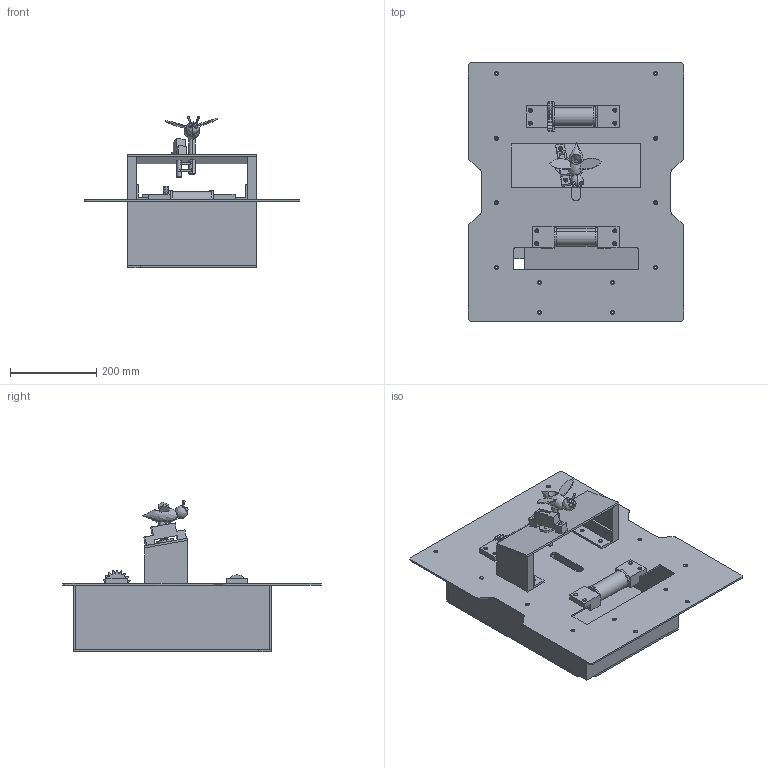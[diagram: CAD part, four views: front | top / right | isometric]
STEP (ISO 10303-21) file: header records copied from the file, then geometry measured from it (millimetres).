
FILE_DESCRIPTION (( 'STEP AP203' ), '1' );
FILE_NAME ('quadro 3.STEP', '2015-06-26T10:20:52', ( '' ), ( '' ), 'SwSTEP 2.0', 'SolidWorks 2013', '' );
FILE_SCHEMA (( 'CONFIG_CONTROL_DESIGN' ));
Length unit declared in the file: millimetre
Products named in the file (38): suporto serbatoio laterale2; cover posteriore; ape3; supporto sensore infrarossi; motore passo passo; suporto serbatoio laterale1; motore servo; quadro 3; sensore infrarossi; RUOTA MOTRICE 3; supporto serbatoio 3; supporto e motore servo.SLDPRT; sensore infrarossi ricevitore; corpo; spporto serbatoio ape assieme; perno cilindri; cilindro rotante 2; testa; tubo porta palline; perno cilindro rotante 2; parete front cover; ala3.2; albero mecanismo distribuzione; cilindro rotante motore; parete laterale cover; antenna; supporto motore servo quadro 3; assieme trasmissione cilindro e ruota; parete posteriore cover; occhio; supporto cilindro 2; albero mecanismo distribuzione 2 ; supporto serbatoio; pendenza sotto cover; ala3; canaletta; spur gear_am_Metric - Spur gear 3M 20T 20PA 10FW ---S20N75H50L5N
Assembly tree (47 placements, depth 3):
  quadro 3
    quadro 3
    supporto cilindro 2  x4
    canaletta
    supporto sensore infrarossi  x2
    sensore infrarossi
    sensore infrarossi ricevitore
    cilindro rotante 2
    cover posteriore
      parete front cover  x2
      parete laterale cover  x2
      parete posteriore cover
      pendenza sotto cover
    supporto e motore servo.SLDPRT
      motore servo
    perno cilindri
    perno cilindro rotante 2
    assieme trasmissione cilindro e ruota
      cilindro rotante motore
    spporto serbatoio ape assieme
      supporto serbatoio  x2
      suporto serbatoio laterale2
      suporto serbatoio laterale1
      supporto serbatoio 3
    tubo porta palline
    albero mecanismo distribuzione
    supporto motore servo quadro 3
    albero mecanismo distribuzione 2   x2
    spur gear_am_Metric - Spur gear 3M 20T 20PA 10FW ---S20N75H50L5N
    motore passo passo
    RUOTA MOTRICE 3
    ape3
      corpo
      testa
      ala3.2
      antenna  x2
      occhio  x2
      ala3
Bounding box: 500 x 600 x 352.31 mm (x, y, z)
Volume: 7122521 mm3; surface area: 1909811.1 mm2
Topology: 42 solids, 42 shells, 875 faces, 2229 edges, 1441 vertices
Faces by surface type: plane 396, cylinder 382, cone 66, bspline 25, torus 4, sphere 2
Entity records: 28790 total; most frequent: CARTESIAN_POINT 5041, DIRECTION 4275, ORIENTED_EDGE 3902, EDGE_CURVE 1951, AXIS2_PLACEMENT_3D 1572, VERTEX_POINT 1280, LINE 1131, VECTOR 1131
